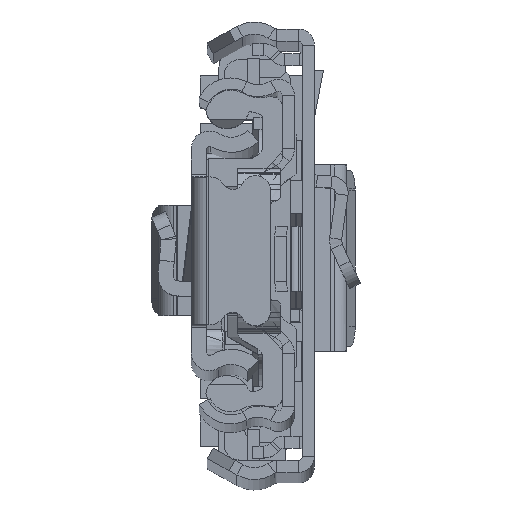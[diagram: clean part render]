
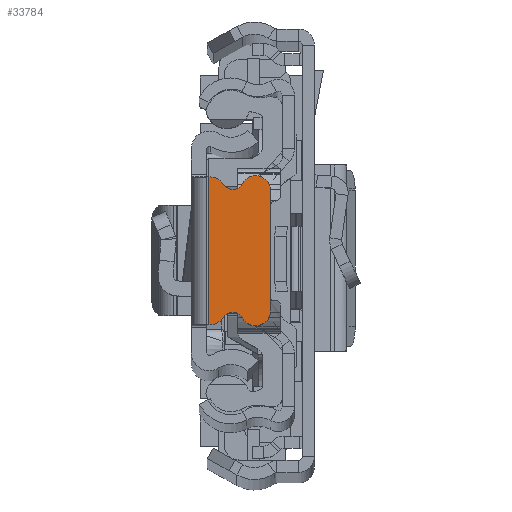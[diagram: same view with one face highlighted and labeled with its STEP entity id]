
A CAD part, top view. The second image highlights one B-rep face of the part: STEP entity #33784.
In plain terms, the highlighted planar face has unit normal (0, 0, 1).
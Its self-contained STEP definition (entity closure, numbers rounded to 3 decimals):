
#303 = ORIENTED_EDGE ( 'NONE', *, *, #11925, .T. ) ;
#721 = ORIENTED_EDGE ( 'NONE', *, *, #20987, .F. ) ;
#859 = CARTESIAN_POINT ( 'NONE',  ( -7.929, -6., 0. ) ) ;
#1797 = DIRECTION ( 'NONE',  ( -1., 0., 0. ) ) ;
#2159 = DIRECTION ( 'NONE',  ( -1., 0., 0. ) ) ;
#2274 = DIRECTION ( 'NONE',  ( 0., 0., 1. ) ) ;
#3891 = DIRECTION ( 'NONE',  ( 0., 0., -1. ) ) ;
#4430 = CARTESIAN_POINT ( 'NONE',  ( -3.206, 6.658, 0. ) ) ;
#4558 = DIRECTION ( 'NONE',  ( 1., 0., 0. ) ) ;
#4581 = CARTESIAN_POINT ( 'NONE',  ( -6.429, -6., 0. ) ) ;
#4608 = CARTESIAN_POINT ( 'NONE',  ( -1.75, 0., 0. ) ) ;
#5142 = VERTEX_POINT ( 'NONE', #8373 ) ;
#5490 = AXIS2_PLACEMENT_3D ( 'NONE', #24846, #3891, #11832 ) ;
#5774 = EDGE_CURVE ( 'NONE', #27365, #8080, #34029, .T. ) ;
#5983 = VECTOR ( 'NONE', #2159, 1000. ) ;
#6075 = DIRECTION ( 'NONE',  ( 0., 0., 1. ) ) ;
#6432 = VERTEX_POINT ( 'NONE', #859 ) ;
#6595 = EDGE_CURVE ( 'NONE', #34546, #19208, #28515, .T. ) ;
#6618 = AXIS2_PLACEMENT_3D ( 'NONE', #11942, #30603, #24955 ) ;
#6878 = EDGE_CURVE ( 'NONE', #6906, #24304, #25749, .T. ) ;
#6906 = VERTEX_POINT ( 'NONE', #33580 ) ;
#7524 = EDGE_CURVE ( 'NONE', #24304, #6432, #17133, .T. ) ;
#7949 = DIRECTION ( 'NONE',  ( 0., 0., 1. ) ) ;
#7973 = CARTESIAN_POINT ( 'NONE',  ( -1.929, -7.37, 0. ) ) ;
#8080 = VERTEX_POINT ( 'NONE', #17450 ) ;
#8373 = CARTESIAN_POINT ( 'NONE',  ( -5.109, -6.713, 0. ) ) ;
#8637 = FACE_OUTER_BOUND ( 'NONE', #21693, .T. ) ;
#8844 = CARTESIAN_POINT ( 'NONE',  ( -3.206, -6.658, 0. ) ) ;
#9173 = EDGE_CURVE ( 'NONE', #28517, #8080, #26980, .T. ) ;
#9289 = AXIS2_PLACEMENT_3D ( 'NONE', #29884, #13683, #18979 ) ;
#9421 = CIRCLE ( 'NONE', #5490, 1.1 ) ;
#10060 = AXIS2_PLACEMENT_3D ( 'NONE', #19627, #6075, #29672 ) ;
#10152 = CARTESIAN_POINT ( 'NONE',  ( -7.929, 6., 0. ) ) ;
#11832 = DIRECTION ( 'NONE',  ( 1., 0., 0. ) ) ;
#11925 = EDGE_CURVE ( 'NONE', #6432, #5142, #21377, .T. ) ;
#11942 = CARTESIAN_POINT ( 'NONE',  ( -6.429, 6., 0. ) ) ;
#12683 = ORIENTED_EDGE ( 'NONE', *, *, #25725, .T. ) ;
#12690 = DIRECTION ( 'NONE',  ( 1., 0., 0. ) ) ;
#12745 = CIRCLE ( 'NONE', #9289, 1.1 ) ;
#13594 = DIRECTION ( 'NONE',  ( 1., 0., 0. ) ) ;
#13683 = DIRECTION ( 'NONE',  ( 0., 0., -1. ) ) ;
#14741 = CARTESIAN_POINT ( 'NONE',  ( -1.75, 7.37, 0. ) ) ;
#14891 = ORIENTED_EDGE ( 'NONE', *, *, #6595, .F. ) ;
#14993 = AXIS2_PLACEMENT_3D ( 'NONE', #26129, #34021, #1797 ) ;
#15361 = ORIENTED_EDGE ( 'NONE', *, *, #7524, .T. ) ;
#17133 = LINE ( 'NONE', #17306, #30860 ) ;
#17306 = CARTESIAN_POINT ( 'NONE',  ( -7.929, -6., 0. ) ) ;
#17450 = CARTESIAN_POINT ( 'NONE',  ( -1.929, -7.37, 0. ) ) ;
#17681 = EDGE_CURVE ( 'NONE', #5142, #28517, #12745, .T. ) ;
#18262 = CARTESIAN_POINT ( 'NONE',  ( -1.929, 7.37, 0. ) ) ;
#18612 = ORIENTED_EDGE ( 'NONE', *, *, #6878, .T. ) ;
#18979 = DIRECTION ( 'NONE',  ( -1., 0., 0. ) ) ;
#19208 = VERTEX_POINT ( 'NONE', #14741 ) ;
#19390 = PLANE ( 'NONE',  #33654 ) ;
#19428 = DIRECTION ( 'NONE',  ( 0., -1., 0. ) ) ;
#19627 = CARTESIAN_POINT ( 'NONE',  ( -1.929, -5.87, 0. ) ) ;
#20792 = ORIENTED_EDGE ( 'NONE', *, *, #17681, .T. ) ;
#20987 = EDGE_CURVE ( 'NONE', #19208, #27365, #33509, .T. ) ;
#21377 = CIRCLE ( 'NONE', #23071, 1.5 ) ;
#21424 = ORIENTED_EDGE ( 'NONE', *, *, #31747, .T. ) ;
#21654 = VERTEX_POINT ( 'NONE', #4430 ) ;
#21693 = EDGE_LOOP ( 'NONE', ( #721, #14891, #12683, #21424, #18612, #15361, #303, #20792, #34677, #33204 ) ) ;
#22950 = DIRECTION ( 'NONE',  ( 0., -1., 0. ) ) ;
#23048 = CARTESIAN_POINT ( 'NONE',  ( -1.75, -7.37, 0. ) ) ;
#23071 = AXIS2_PLACEMENT_3D ( 'NONE', #4581, #2274, #12690 ) ;
#24304 = VERTEX_POINT ( 'NONE', #10152 ) ;
#24846 = CARTESIAN_POINT ( 'NONE',  ( -4.142, 7.236, 0. ) ) ;
#24955 = DIRECTION ( 'NONE',  ( -1., 0., 0. ) ) ;
#25725 = EDGE_CURVE ( 'NONE', #34546, #21654, #27938, .T. ) ;
#25749 = CIRCLE ( 'NONE', #6618, 1.5 ) ;
#26129 = CARTESIAN_POINT ( 'NONE',  ( -1.929, 5.87, 0. ) ) ;
#26980 = CIRCLE ( 'NONE', #10060, 1.5 ) ;
#27365 = VERTEX_POINT ( 'NONE', #23048 ) ;
#27938 = CIRCLE ( 'NONE', #14993, 1.5 ) ;
#28036 = VECTOR ( 'NONE', #4558, 1000. ) ;
#28515 = LINE ( 'NONE', #28864, #28036 ) ;
#28517 = VERTEX_POINT ( 'NONE', #8844 ) ;
#28864 = CARTESIAN_POINT ( 'NONE',  ( -1.929, 7.37, 0. ) ) ;
#29615 = CARTESIAN_POINT ( 'NONE',  ( 592.771, 0., 0. ) ) ;
#29672 = DIRECTION ( 'NONE',  ( 1., 0., 0. ) ) ;
#29884 = CARTESIAN_POINT ( 'NONE',  ( -4.142, -7.236, 0. ) ) ;
#30603 = DIRECTION ( 'NONE',  ( 0., 0., 1. ) ) ;
#30860 = VECTOR ( 'NONE', #19428, 1000. ) ;
#31233 = VECTOR ( 'NONE', #22950, 1000. ) ;
#31747 = EDGE_CURVE ( 'NONE', #21654, #6906, #9421, .T. ) ;
#33204 = ORIENTED_EDGE ( 'NONE', *, *, #5774, .F. ) ;
#33509 = LINE ( 'NONE', #4608, #31233 ) ;
#33580 = CARTESIAN_POINT ( 'NONE',  ( -5.109, 6.713, 0. ) ) ;
#33654 = AXIS2_PLACEMENT_3D ( 'NONE', #29615, #7949, #13594 ) ;
#33784 = ADVANCED_FACE ( 'NONE', ( #8637 ), #19390, .T. ) ;
#34021 = DIRECTION ( 'NONE',  ( 0., 0., 1. ) ) ;
#34029 = LINE ( 'NONE', #7973, #5983 ) ;
#34546 = VERTEX_POINT ( 'NONE', #18262 ) ;
#34677 = ORIENTED_EDGE ( 'NONE', *, *, #9173, .T. ) ;
